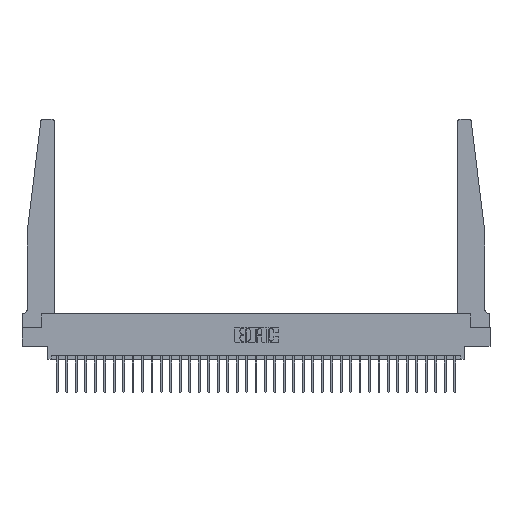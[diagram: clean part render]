
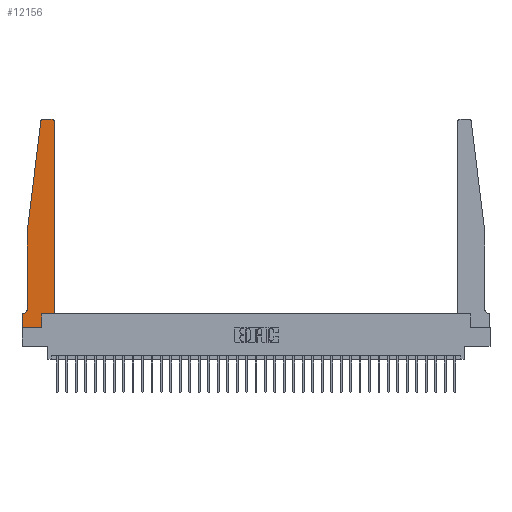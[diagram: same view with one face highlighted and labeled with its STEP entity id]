
A CAD part, top view. The second image highlights one B-rep face of the part: STEP entity #12156.
In plain terms, the highlighted planar face has unit normal (0, 0, 1).
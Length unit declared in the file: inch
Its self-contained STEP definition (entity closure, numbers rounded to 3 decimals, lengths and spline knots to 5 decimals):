
#92 = ORIENTED_EDGE ( 'NONE', *, *, #17022, .T. ) ;
#324 = VERTEX_POINT ( 'NONE', #11049 ) ;
#431 = ORIENTED_EDGE ( 'NONE', *, *, #10184, .T. ) ;
#883 = DIRECTION ( 'NONE',  ( -1., 0., 0. ) ) ;
#982 = VERTEX_POINT ( 'NONE', #32075 ) ;
#1218 = LINE ( 'NONE', #19244, #19852 ) ;
#1419 = CARTESIAN_POINT ( 'NONE',  ( 0., 0.1875, 0.37 ) ) ;
#1818 = VERTEX_POINT ( 'NONE', #26578 ) ;
#1956 = DIRECTION ( 'NONE',  ( 1., 0., 0. ) ) ;
#2002 = EDGE_CURVE ( 'NONE', #1818, #29278, #25394, .T. ) ;
#2073 = DIRECTION ( 'NONE',  ( 0., 0., 1. ) ) ;
#2284 = CARTESIAN_POINT ( 'NONE',  ( 0.2605, 0., 0.37 ) ) ;
#2527 = LINE ( 'NONE', #18176, #20383 ) ;
#2648 = LINE ( 'NONE', #12916, #20338 ) ;
#3359 = EDGE_LOOP ( 'NONE', ( #31016, #17051, #31230, #92, #31364, #5073, #6581, #18212, #20684, #18836, #431, #32593 ) ) ;
#3947 = PLANE ( 'NONE',  #8055 ) ;
#4189 = CARTESIAN_POINT ( 'NONE',  ( 0.015, 0.2375, 0.37 ) ) ;
#4945 = LINE ( 'NONE', #33104, #21167 ) ;
#5073 = ORIENTED_EDGE ( 'NONE', *, *, #15551, .T. ) ;
#6581 = ORIENTED_EDGE ( 'NONE', *, *, #25533, .T. ) ;
#6722 = LINE ( 'NONE', #32505, #10341 ) ;
#6769 = LINE ( 'NONE', #30489, #7153 ) ;
#7005 = LINE ( 'NONE', #14600, #27092 ) ;
#7153 = VECTOR ( 'NONE', #14359, 39.37008 ) ;
#7460 = VERTEX_POINT ( 'NONE', #32638 ) ;
#7474 = DIRECTION ( 'NONE',  ( 0., -1., 0. ) ) ;
#8055 = AXIS2_PLACEMENT_3D ( 'NONE', #1419, #2073, #9649 ) ;
#8153 = AXIS2_PLACEMENT_3D ( 'NONE', #17435, #12378, #22644 ) ;
#9091 = CARTESIAN_POINT ( 'NONE',  ( 0., 0.1875, 0.37 ) ) ;
#9649 = DIRECTION ( 'NONE',  ( 1., 0., 0. ) ) ;
#9724 = DIRECTION ( 'NONE',  ( -0.122, -0.992, 0. ) ) ;
#9739 = CARTESIAN_POINT ( 'NONE',  ( 0.065, 1.25, 0.37 ) ) ;
#10184 = EDGE_CURVE ( 'NONE', #27731, #324, #2648, .T. ) ;
#10240 = LINE ( 'NONE', #9739, #28662 ) ;
#10267 = DIRECTION ( 'NONE',  ( 0., 1., 0. ) ) ;
#10341 = VECTOR ( 'NONE', #16666, 39.37008 ) ;
#10995 = EDGE_CURVE ( 'NONE', #32167, #7460, #2527, .T. ) ;
#11049 = CARTESIAN_POINT ( 'NONE',  ( 0.425, 2.72, 0.37 ) ) ;
#11208 = EDGE_CURVE ( 'NONE', #21900, #23347, #20190, .T. ) ;
#11593 = CARTESIAN_POINT ( 'NONE',  ( 0.065, 1.25, 0.37 ) ) ;
#12156 = ADVANCED_FACE ( 'NONE', ( #17404 ), #3947, .T. ) ;
#12378 = DIRECTION ( 'NONE',  ( 0., 0., 1. ) ) ;
#12437 = CARTESIAN_POINT ( 'NONE',  ( 0.015, 0.1875, 0.37 ) ) ;
#12916 = CARTESIAN_POINT ( 'NONE',  ( 0.425, 0.18, 0.37 ) ) ;
#13290 = CIRCLE ( 'NONE', #18115, 0.03 ) ;
#14292 = CARTESIAN_POINT ( 'NONE',  ( 0.065, 1.25, 0.37 ) ) ;
#14359 = DIRECTION ( 'NONE',  ( 1., 0., 0. ) ) ;
#14460 = LINE ( 'NONE', #11593, #27208 ) ;
#14600 = CARTESIAN_POINT ( 'NONE',  ( 0.065, 0.1875, 0.37 ) ) ;
#14763 = CARTESIAN_POINT ( 'NONE',  ( 0.395, 2.72, 0.37 ) ) ;
#14965 = DIRECTION ( 'NONE',  ( -1., 0., 0. ) ) ;
#15122 = DIRECTION ( 'NONE',  ( 0., 0., -1. ) ) ;
#15305 = DIRECTION ( 'NONE',  ( 0., -1., 0. ) ) ;
#15551 = EDGE_CURVE ( 'NONE', #23347, #19977, #7005, .T. ) ;
#16569 = VERTEX_POINT ( 'NONE', #18021 ) ;
#16666 = DIRECTION ( 'NONE',  ( 1., 0., 0. ) ) ;
#16771 = EDGE_CURVE ( 'NONE', #982, #32167, #6722, .T. ) ;
#17022 = EDGE_CURVE ( 'NONE', #24987, #21900, #10240, .T. ) ;
#17051 = ORIENTED_EDGE ( 'NONE', *, *, #2002, .T. ) ;
#17404 = FACE_OUTER_BOUND ( 'NONE', #3359, .T. ) ;
#17435 = CARTESIAN_POINT ( 'NONE',  ( 0.27653, 2.72, 0.37 ) ) ;
#17701 = EDGE_CURVE ( 'NONE', #16569, #1818, #1218, .T. ) ;
#18021 = CARTESIAN_POINT ( 'NONE',  ( 0.395, 2.75, 0.37 ) ) ;
#18115 = AXIS2_PLACEMENT_3D ( 'NONE', #14763, #24244, #1956 ) ;
#18176 = CARTESIAN_POINT ( 'NONE',  ( 0.2605, 0.18, 0.37 ) ) ;
#18212 = ORIENTED_EDGE ( 'NONE', *, *, #16771, .T. ) ;
#18836 = ORIENTED_EDGE ( 'NONE', *, *, #24733, .T. ) ;
#19244 = CARTESIAN_POINT ( 'NONE',  ( 0.25, 2.75, 0.37 ) ) ;
#19852 = VECTOR ( 'NONE', #883, 39.37008 ) ;
#19977 = VERTEX_POINT ( 'NONE', #9091 ) ;
#19989 = CARTESIAN_POINT ( 'NONE',  ( 0.065, 0.2375, 0.37 ) ) ;
#20190 = CIRCLE ( 'NONE', #31718, 0.05 ) ;
#20338 = VECTOR ( 'NONE', #23192, 39.37008 ) ;
#20383 = VECTOR ( 'NONE', #10267, 39.37008 ) ;
#20684 = ORIENTED_EDGE ( 'NONE', *, *, #10995, .T. ) ;
#21167 = VECTOR ( 'NONE', #7474, 39.37008 ) ;
#21900 = VERTEX_POINT ( 'NONE', #19989 ) ;
#22644 = DIRECTION ( 'NONE',  ( 1., 0., 0. ) ) ;
#23192 = DIRECTION ( 'NONE',  ( 0., 1., 0. ) ) ;
#23347 = VERTEX_POINT ( 'NONE', #12437 ) ;
#24244 = DIRECTION ( 'NONE',  ( 0., 0., 1. ) ) ;
#24733 = EDGE_CURVE ( 'NONE', #7460, #27731, #6769, .T. ) ;
#24878 = DIRECTION ( 'NONE',  ( -1., 0., 0. ) ) ;
#24987 = VERTEX_POINT ( 'NONE', #14292 ) ;
#25035 = CARTESIAN_POINT ( 'NONE',  ( 0.425, 0.18, 0.37 ) ) ;
#25394 = CIRCLE ( 'NONE', #8153, 0.03 ) ;
#25533 = EDGE_CURVE ( 'NONE', #19977, #982, #4945, .T. ) ;
#26540 = CARTESIAN_POINT ( 'NONE',  ( 0.24675, 2.72367, 0.37 ) ) ;
#26578 = CARTESIAN_POINT ( 'NONE',  ( 0.27653, 2.75, 0.37 ) ) ;
#27092 = VECTOR ( 'NONE', #24878, 39.37008 ) ;
#27208 = VECTOR ( 'NONE', #9724, 39.37008 ) ;
#27251 = EDGE_CURVE ( 'NONE', #29278, #24987, #14460, .T. ) ;
#27731 = VERTEX_POINT ( 'NONE', #25035 ) ;
#28662 = VECTOR ( 'NONE', #15305, 39.37008 ) ;
#29082 = EDGE_CURVE ( 'NONE', #324, #16569, #13290, .T. ) ;
#29278 = VERTEX_POINT ( 'NONE', #26540 ) ;
#30489 = CARTESIAN_POINT ( 'NONE',  ( 0.425, 0.18, 0.37 ) ) ;
#31016 = ORIENTED_EDGE ( 'NONE', *, *, #17701, .T. ) ;
#31230 = ORIENTED_EDGE ( 'NONE', *, *, #27251, .T. ) ;
#31364 = ORIENTED_EDGE ( 'NONE', *, *, #11208, .T. ) ;
#31718 = AXIS2_PLACEMENT_3D ( 'NONE', #4189, #15122, #14965 ) ;
#32075 = CARTESIAN_POINT ( 'NONE',  ( 0., 0., 0.37 ) ) ;
#32167 = VERTEX_POINT ( 'NONE', #2284 ) ;
#32505 = CARTESIAN_POINT ( 'NONE',  ( 0., 0., 0.37 ) ) ;
#32593 = ORIENTED_EDGE ( 'NONE', *, *, #29082, .T. ) ;
#32638 = CARTESIAN_POINT ( 'NONE',  ( 0.2605, 0.18, 0.37 ) ) ;
#33104 = CARTESIAN_POINT ( 'NONE',  ( 0., 0., 0.37 ) ) ;
